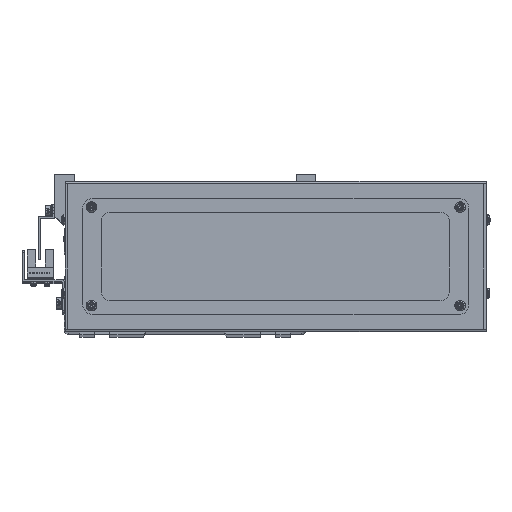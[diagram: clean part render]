
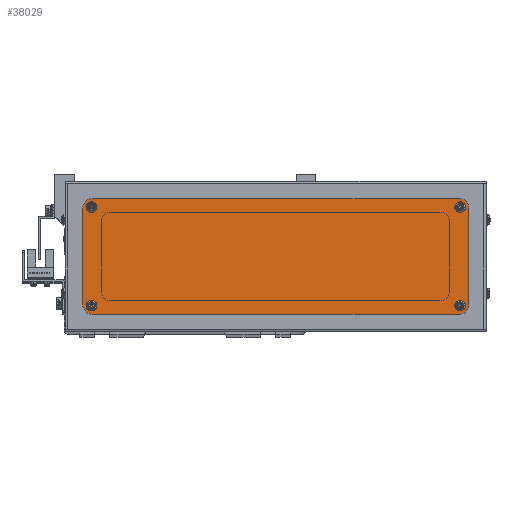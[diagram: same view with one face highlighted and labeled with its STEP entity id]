
A CAD part, top view. The second image highlights one B-rep face of the part: STEP entity #38029.
In plain terms, the highlighted planar face has unit normal (0, 0, 1).
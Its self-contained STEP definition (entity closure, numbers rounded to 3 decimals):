
#290 = EDGE_CURVE ( 'NONE', #49788, #62507, #33599, .T. ) ;
#349 = DIRECTION ( 'NONE',  ( 1., 0., 0. ) ) ;
#908 = ORIENTED_EDGE ( 'NONE', *, *, #1862, .F. ) ;
#1443 = DIRECTION ( 'NONE',  ( 0., -1., 0. ) ) ;
#1465 = CARTESIAN_POINT ( 'NONE',  ( -93.8, -25.5, 2. ) ) ;
#1792 = AXIS2_PLACEMENT_3D ( 'NONE', #62090, #26547, #68041 ) ;
#1862 = EDGE_CURVE ( 'NONE', #33644, #67197, #73237, .T. ) ;
#2039 = VERTEX_POINT ( 'NONE', #6212 ) ;
#2245 = DIRECTION ( 'NONE',  ( 1., 0., 0. ) ) ;
#4042 = EDGE_CURVE ( 'NONE', #70154, #60270, #29065, .T. ) ;
#4183 = AXIS2_PLACEMENT_3D ( 'NONE', #7022, #48480, #13001 ) ;
#4790 = AXIS2_PLACEMENT_3D ( 'NONE', #50733, #15245, #56711 ) ;
#4929 = DIRECTION ( 'NONE',  ( 1., 0., 0. ) ) ;
#5085 = EDGE_LOOP ( 'NONE', ( #908, #16906 ) ) ;
#5111 = CARTESIAN_POINT ( 'NONE',  ( -95., -25., 2. ) ) ;
#6212 = CARTESIAN_POINT ( 'NONE',  ( -95., -30., 2. ) ) ;
#7022 = CARTESIAN_POINT ( 'NONE',  ( -95.5, -25.5, 2. ) ) ;
#7276 = CARTESIAN_POINT ( 'NONE',  ( -95., 30., 2. ) ) ;
#7612 = LINE ( 'NONE', #7276, #54865 ) ;
#8493 = CIRCLE ( 'NONE', #25710, 1.7 ) ;
#9169 = EDGE_CURVE ( 'NONE', #67197, #33644, #45933, .T. ) ;
#10381 = EDGE_CURVE ( 'NONE', #26134, #17464, #34661, .T. ) ;
#10840 = CARTESIAN_POINT ( 'NONE',  ( 93.8, 25.5, 2. ) ) ;
#10984 = VERTEX_POINT ( 'NONE', #67947 ) ;
#11265 = VERTEX_POINT ( 'NONE', #25221 ) ;
#13001 = DIRECTION ( 'NONE',  ( 1., 0., 0. ) ) ;
#13386 = FACE_OUTER_BOUND ( 'NONE', #36524, .T. ) ;
#13456 = CIRCLE ( 'NONE', #43412, 1.7 ) ;
#15245 = DIRECTION ( 'NONE',  ( 0., 0., 1. ) ) ;
#15692 = ORIENTED_EDGE ( 'NONE', *, *, #4042, .T. ) ;
#16210 = VERTEX_POINT ( 'NONE', #61175 ) ;
#16493 = CARTESIAN_POINT ( 'NONE',  ( 95., -30., 2. ) ) ;
#16906 = ORIENTED_EDGE ( 'NONE', *, *, #9169, .F. ) ;
#17464 = VERTEX_POINT ( 'NONE', #70637 ) ;
#18561 = VERTEX_POINT ( 'NONE', #10840 ) ;
#18736 = EDGE_CURVE ( 'NONE', #16210, #11265, #32533, .T. ) ;
#19665 = EDGE_LOOP ( 'NONE', ( #42211, #73745 ) ) ;
#20543 = EDGE_LOOP ( 'NONE', ( #34620, #25106 ) ) ;
#22563 = CARTESIAN_POINT ( 'NONE',  ( -95.5, -25.5, 2. ) ) ;
#22634 = EDGE_CURVE ( 'NONE', #59706, #70154, #57713, .T. ) ;
#23850 = VECTOR ( 'NONE', #35081, 1000. ) ;
#25106 = ORIENTED_EDGE ( 'NONE', *, *, #48725, .F. ) ;
#25214 = DIRECTION ( 'NONE',  ( 0., 0., 1. ) ) ;
#25221 = CARTESIAN_POINT ( 'NONE',  ( -100., 25., 2. ) ) ;
#25710 = AXIS2_PLACEMENT_3D ( 'NONE', #73279, #37797, #2245 ) ;
#25755 = CIRCLE ( 'NONE', #1792, 1.7 ) ;
#25758 = DIRECTION ( 'NONE',  ( 0., 0., 1. ) ) ;
#26134 = VERTEX_POINT ( 'NONE', #29394 ) ;
#26547 = DIRECTION ( 'NONE',  ( 0., 0., 1. ) ) ;
#27238 = AXIS2_PLACEMENT_3D ( 'NONE', #66313, #30797, #72263 ) ;
#27946 = EDGE_CURVE ( 'NONE', #11265, #50713, #70983, .T. ) ;
#28458 = DIRECTION ( 'NONE',  ( 0., 0., 1. ) ) ;
#28494 = DIRECTION ( 'NONE',  ( 1., 0., 0. ) ) ;
#29065 = LINE ( 'NONE', #56054, #43018 ) ;
#29394 = CARTESIAN_POINT ( 'NONE',  ( 97.2, -25.5, 2. ) ) ;
#29525 = AXIS2_PLACEMENT_3D ( 'NONE', #69450, #33962, #75380 ) ;
#30797 = DIRECTION ( 'NONE',  ( 0., 0., 1. ) ) ;
#31361 = CARTESIAN_POINT ( 'NONE',  ( -97.2, 25.5, 2. ) ) ;
#32533 = CIRCLE ( 'NONE', #27238, 5. ) ;
#32758 = VERTEX_POINT ( 'NONE', #34276 ) ;
#33559 = CARTESIAN_POINT ( 'NONE',  ( 100., 25., 2. ) ) ;
#33599 = CIRCLE ( 'NONE', #29525, 1.7 ) ;
#33644 = VERTEX_POINT ( 'NONE', #64996 ) ;
#33962 = DIRECTION ( 'NONE',  ( 0., 0., 1. ) ) ;
#34276 = CARTESIAN_POINT ( 'NONE',  ( 97.2, 25.5, 2. ) ) ;
#34620 = ORIENTED_EDGE ( 'NONE', *, *, #42758, .F. ) ;
#34661 = CIRCLE ( 'NONE', #70879, 1.7 ) ;
#34938 = DIRECTION ( 'NONE',  ( 1., 0., 0. ) ) ;
#35081 = DIRECTION ( 'NONE',  ( 1., 0., 0. ) ) ;
#35874 = DIRECTION ( 'NONE',  ( 0., 0., 1. ) ) ;
#36524 = EDGE_LOOP ( 'NONE', ( #42583, #75936, #65159, #15692, #76029, #40025, #48008, #42927 ) ) ;
#36833 = DIRECTION ( 'NONE',  ( -1., 0., 0. ) ) ;
#37517 = EDGE_CURVE ( 'NONE', #17464, #26134, #13456, .T. ) ;
#37797 = DIRECTION ( 'NONE',  ( 0., 0., 1. ) ) ;
#38029 = ADVANCED_FACE ( 'NONE', ( #74562, #72730, #13386, #56934, #41196 ), #46593, .T. ) ;
#39456 = VECTOR ( 'NONE', #1443, 1000. ) ;
#39770 = CIRCLE ( 'NONE', #46080, 5. ) ;
#40025 = ORIENTED_EDGE ( 'NONE', *, *, #62271, .T. ) ;
#40449 = DIRECTION ( 'NONE',  ( 0., 0., 1. ) ) ;
#40749 = AXIS2_PLACEMENT_3D ( 'NONE', #5111, #70435, #34938 ) ;
#41196 = FACE_BOUND ( 'NONE', #5085, .T. ) ;
#42211 = ORIENTED_EDGE ( 'NONE', *, *, #290, .F. ) ;
#42583 = ORIENTED_EDGE ( 'NONE', *, *, #53977, .T. ) ;
#42758 = EDGE_CURVE ( 'NONE', #18561, #32758, #25755, .T. ) ;
#42927 = ORIENTED_EDGE ( 'NONE', *, *, #27946, .T. ) ;
#43018 = VECTOR ( 'NONE', #68020, 1000. ) ;
#43315 = CIRCLE ( 'NONE', #4790, 5. ) ;
#43412 = AXIS2_PLACEMENT_3D ( 'NONE', #75903, #40449, #4929 ) ;
#45065 = CARTESIAN_POINT ( 'NONE',  ( -93.8, 25.5, 2. ) ) ;
#45933 = CIRCLE ( 'NONE', #4183, 1.7 ) ;
#46080 = AXIS2_PLACEMENT_3D ( 'NONE', #64020, #28458, #69952 ) ;
#46593 = PLANE ( 'NONE',  #40749 ) ;
#48008 = ORIENTED_EDGE ( 'NONE', *, *, #18736, .T. ) ;
#48255 = AXIS2_PLACEMENT_3D ( 'NONE', #60688, #25214, #66673 ) ;
#48480 = DIRECTION ( 'NONE',  ( 0., 0., 1. ) ) ;
#48725 = EDGE_CURVE ( 'NONE', #32758, #18561, #74413, .T. ) ;
#49788 = VERTEX_POINT ( 'NONE', #31361 ) ;
#50713 = VERTEX_POINT ( 'NONE', #70848 ) ;
#50733 = CARTESIAN_POINT ( 'NONE',  ( 95., 25., 2. ) ) ;
#51403 = EDGE_LOOP ( 'NONE', ( #59885, #64083 ) ) ;
#52621 = EDGE_CURVE ( 'NONE', #62507, #49788, #8493, .T. ) ;
#52679 = CARTESIAN_POINT ( 'NONE',  ( 95., -30., 2. ) ) ;
#53977 = EDGE_CURVE ( 'NONE', #50713, #2039, #39770, .T. ) ;
#54865 = VECTOR ( 'NONE', #36833, 1000. ) ;
#55353 = LINE ( 'NONE', #52679, #23850 ) ;
#56054 = CARTESIAN_POINT ( 'NONE',  ( 100., 25., 2. ) ) ;
#56711 = DIRECTION ( 'NONE',  ( 1., 0., 0. ) ) ;
#56934 = FACE_BOUND ( 'NONE', #19665, .T. ) ;
#57713 = CIRCLE ( 'NONE', #58187, 5. ) ;
#58187 = AXIS2_PLACEMENT_3D ( 'NONE', #71384, #35874, #349 ) ;
#59706 = VERTEX_POINT ( 'NONE', #16493 ) ;
#59885 = ORIENTED_EDGE ( 'NONE', *, *, #37517, .F. ) ;
#60270 = VERTEX_POINT ( 'NONE', #33559 ) ;
#60553 = CARTESIAN_POINT ( 'NONE',  ( -100., -25., 2. ) ) ;
#60688 = CARTESIAN_POINT ( 'NONE',  ( 95.5, 25.5, 2. ) ) ;
#61175 = CARTESIAN_POINT ( 'NONE',  ( -95., 30., 2. ) ) ;
#61250 = CARTESIAN_POINT ( 'NONE',  ( 95.5, -25.5, 2. ) ) ;
#62090 = CARTESIAN_POINT ( 'NONE',  ( 95.5, 25.5, 2. ) ) ;
#62271 = EDGE_CURVE ( 'NONE', #10984, #16210, #7612, .T. ) ;
#62507 = VERTEX_POINT ( 'NONE', #45065 ) ;
#64020 = CARTESIAN_POINT ( 'NONE',  ( -95., -25., 2. ) ) ;
#64043 = DIRECTION ( 'NONE',  ( 0., 0., 1. ) ) ;
#64083 = ORIENTED_EDGE ( 'NONE', *, *, #10381, .F. ) ;
#64996 = CARTESIAN_POINT ( 'NONE',  ( -97.2, -25.5, 2. ) ) ;
#65159 = ORIENTED_EDGE ( 'NONE', *, *, #22634, .T. ) ;
#66313 = CARTESIAN_POINT ( 'NONE',  ( -95., 25., 2. ) ) ;
#66673 = DIRECTION ( 'NONE',  ( 1., 0., 0. ) ) ;
#67197 = VERTEX_POINT ( 'NONE', #1465 ) ;
#67250 = DIRECTION ( 'NONE',  ( 1., 0., 0. ) ) ;
#67947 = CARTESIAN_POINT ( 'NONE',  ( 95., 30., 2. ) ) ;
#68020 = DIRECTION ( 'NONE',  ( 0., 1., 0. ) ) ;
#68041 = DIRECTION ( 'NONE',  ( 1., 0., 0. ) ) ;
#69285 = EDGE_CURVE ( 'NONE', #60270, #10984, #43315, .T. ) ;
#69450 = CARTESIAN_POINT ( 'NONE',  ( -95.5, 25.5, 2. ) ) ;
#69952 = DIRECTION ( 'NONE',  ( 1., 0., 0. ) ) ;
#70094 = EDGE_CURVE ( 'NONE', #2039, #59706, #55353, .T. ) ;
#70154 = VERTEX_POINT ( 'NONE', #71081 ) ;
#70435 = DIRECTION ( 'NONE',  ( 0., 0., 1. ) ) ;
#70637 = CARTESIAN_POINT ( 'NONE',  ( 93.8, -25.5, 2. ) ) ;
#70848 = CARTESIAN_POINT ( 'NONE',  ( -100., -25., 2. ) ) ;
#70879 = AXIS2_PLACEMENT_3D ( 'NONE', #61250, #25758, #67250 ) ;
#70983 = LINE ( 'NONE', #60553, #39456 ) ;
#71081 = CARTESIAN_POINT ( 'NONE',  ( 100., -25., 2. ) ) ;
#71384 = CARTESIAN_POINT ( 'NONE',  ( 95., -25., 2. ) ) ;
#72263 = DIRECTION ( 'NONE',  ( 1., 0., 0. ) ) ;
#72730 = FACE_BOUND ( 'NONE', #20543, .T. ) ;
#73237 = CIRCLE ( 'NONE', #76276, 1.7 ) ;
#73279 = CARTESIAN_POINT ( 'NONE',  ( -95.5, 25.5, 2. ) ) ;
#73745 = ORIENTED_EDGE ( 'NONE', *, *, #52621, .F. ) ;
#74413 = CIRCLE ( 'NONE', #48255, 1.7 ) ;
#74562 = FACE_BOUND ( 'NONE', #51403, .T. ) ;
#75380 = DIRECTION ( 'NONE',  ( 1., 0., 0. ) ) ;
#75903 = CARTESIAN_POINT ( 'NONE',  ( 95.5, -25.5, 2. ) ) ;
#75936 = ORIENTED_EDGE ( 'NONE', *, *, #70094, .T. ) ;
#76029 = ORIENTED_EDGE ( 'NONE', *, *, #69285, .T. ) ;
#76276 = AXIS2_PLACEMENT_3D ( 'NONE', #22563, #64043, #28494 ) ;
